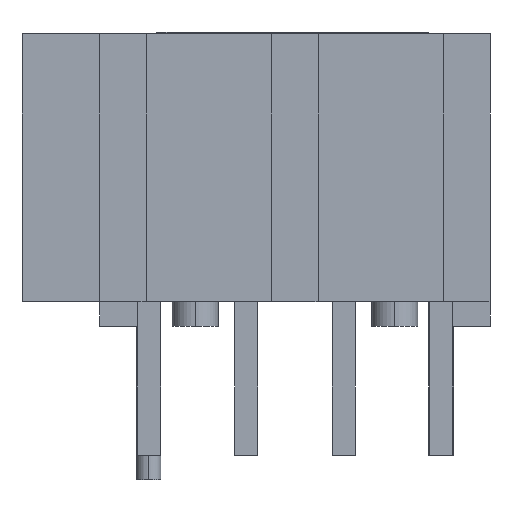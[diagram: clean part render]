
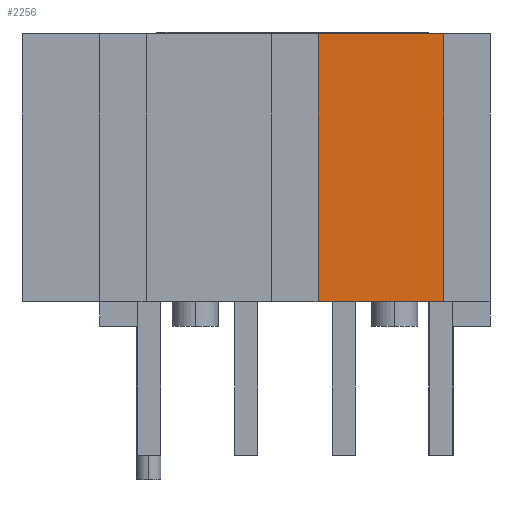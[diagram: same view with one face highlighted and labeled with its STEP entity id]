
A CAD part, left-side view. The second image highlights one B-rep face of the part: STEP entity #2256.
In plain terms, the highlighted planar face has unit normal (-1, 0, 0).
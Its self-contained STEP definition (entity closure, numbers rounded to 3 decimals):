
#2193=CARTESIAN_POINT('',(-5.98,-3.88,7.62));
#2194=VERTEX_POINT('',#2193);
#2201=CARTESIAN_POINT('',(-5.98,-3.88,0.64));
#2202=VERTEX_POINT('',#2201);
#2203=CARTESIAN_POINT('',(-5.98,-3.88,0.64));
#2204=DIRECTION('',(0.0,0.0,1.0));
#2205=VECTOR('',#2204,6.98);
#2206=LINE('',#2203,#2205);
#2207=EDGE_CURVE('',#2202,#2194,#2206,.T.);
#2226=CARTESIAN_POINT('',(-5.98,-3.88,0.64));
#2227=DIRECTION('',(-1.0,0.0,0.0));
#2228=DIRECTION('',(0.0,0.0,1.0));
#2229=AXIS2_PLACEMENT_3D('',#2226,#2227,#2228);
#2230=PLANE('',#2229);
#2231=CARTESIAN_POINT('',(-5.98,-0.6,7.62));
#2232=VERTEX_POINT('',#2231);
#2233=CARTESIAN_POINT('',(-5.98,-3.88,7.62));
#2234=DIRECTION('',(0.0,1.0,0.0));
#2235=VECTOR('',#2234,3.28);
#2236=LINE('',#2233,#2235);
#2237=EDGE_CURVE('',#2194,#2232,#2236,.T.);
#2238=ORIENTED_EDGE('',*,*,#2237,.T.);
#2239=CARTESIAN_POINT('',(-5.98,-0.6,0.64));
#2240=VERTEX_POINT('',#2239);
#2241=CARTESIAN_POINT('',(-5.98,-0.6,0.64));
#2242=DIRECTION('',(0.0,0.0,1.0));
#2243=VECTOR('',#2242,6.98);
#2244=LINE('',#2241,#2243);
#2245=EDGE_CURVE('',#2240,#2232,#2244,.T.);
#2246=ORIENTED_EDGE('',*,*,#2245,.F.);
#2247=CARTESIAN_POINT('',(-5.98,-3.88,0.64));
#2248=DIRECTION('',(0.0,1.0,0.0));
#2249=VECTOR('',#2248,3.28);
#2250=LINE('',#2247,#2249);
#2251=EDGE_CURVE('',#2202,#2240,#2250,.T.);
#2252=ORIENTED_EDGE('',*,*,#2251,.F.);
#2253=ORIENTED_EDGE('',*,*,#2207,.T.);
#2254=EDGE_LOOP('',(#2238,#2246,#2252,#2253));
#2255=FACE_OUTER_BOUND('',#2254,.T.);
#2256=ADVANCED_FACE('',(#2255),#2230,.T.);
